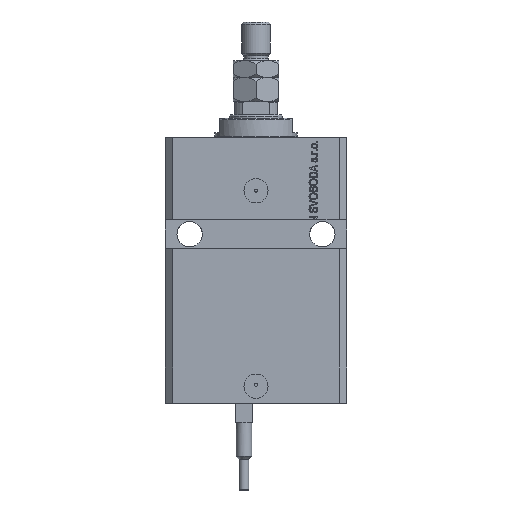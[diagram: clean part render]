
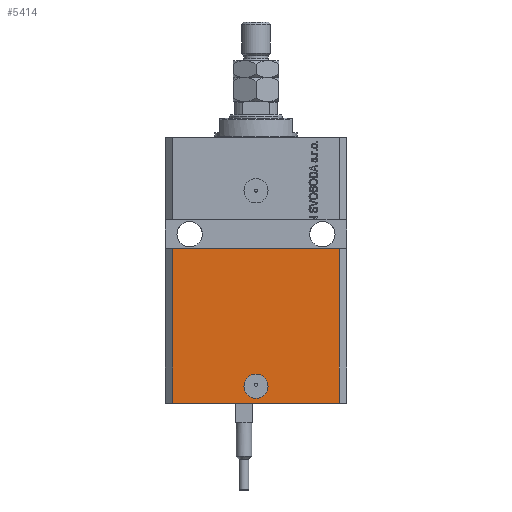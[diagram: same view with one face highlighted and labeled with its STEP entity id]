
A CAD part, front view. The second image highlights one B-rep face of the part: STEP entity #5414.
In plain terms, the highlighted planar face has unit normal (0, -1, 0).
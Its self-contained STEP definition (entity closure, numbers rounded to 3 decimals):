
#513 = DIRECTION ( 'NONE',  ( 1., 0., 0. ) ) ;
#1382 = VECTOR ( 'NONE', #39857, 1000. ) ;
#3385 = CIRCLE ( 'NONE', #31987, 5. ) ;
#4141 = CARTESIAN_POINT ( 'NONE',  ( -34.5, -27.5, -110. ) ) ;
#4231 = DIRECTION ( 'NONE',  ( 0., 0., -1. ) ) ;
#5414 = ADVANCED_FACE ( 'NONE', ( #34554, #16149 ), #19879, .T. ) ;
#5594 = CIRCLE ( 'NONE', #7159, 5. ) ;
#6171 = ORIENTED_EDGE ( 'NONE', *, *, #24325, .F. ) ;
#6232 = VECTOR ( 'NONE', #513, 1000. ) ;
#6928 = CARTESIAN_POINT ( 'NONE',  ( 34.5, -27.5, -46. ) ) ;
#7159 = AXIS2_PLACEMENT_3D ( 'NONE', #23330, #27306, #31031 ) ;
#7453 = AXIS2_PLACEMENT_3D ( 'NONE', #30583, #31322, #4231 ) ;
#9242 = DIRECTION ( 'NONE',  ( 0., 0., 1. ) ) ;
#10754 = EDGE_LOOP ( 'NONE', ( #41877, #6171, #30457, #18081 ) ) ;
#11535 = DIRECTION ( 'NONE',  ( 0., -1., 0. ) ) ;
#11933 = VERTEX_POINT ( 'NONE', #6928 ) ;
#12336 = CARTESIAN_POINT ( 'NONE',  ( -34.5, -27.5, -46. ) ) ;
#13310 = VERTEX_POINT ( 'NONE', #26755 ) ;
#13997 = LINE ( 'NONE', #28422, #1382 ) ;
#15104 = EDGE_CURVE ( 'NONE', #13310, #11933, #13997, .T. ) ;
#16149 = FACE_OUTER_BOUND ( 'NONE', #10754, .T. ) ;
#16980 = VERTEX_POINT ( 'NONE', #12336 ) ;
#18081 = ORIENTED_EDGE ( 'NONE', *, *, #15104, .T. ) ;
#19045 = VECTOR ( 'NONE', #9242, 1000. ) ;
#19879 = PLANE ( 'NONE',  #7453 ) ;
#20790 = ORIENTED_EDGE ( 'NONE', *, *, #33921, .F. ) ;
#20925 = EDGE_CURVE ( 'NONE', #16980, #11933, #44902, .T. ) ;
#21349 = EDGE_CURVE ( 'NONE', #32262, #13310, #31096, .T. ) ;
#23330 = CARTESIAN_POINT ( 'NONE',  ( 0., -27.5, -103. ) ) ;
#23614 = VERTEX_POINT ( 'NONE', #26059 ) ;
#24325 = EDGE_CURVE ( 'NONE', #32262, #16980, #24416, .T. ) ;
#24416 = LINE ( 'NONE', #39571, #19045 ) ;
#25069 = ORIENTED_EDGE ( 'NONE', *, *, #45764, .F. ) ;
#25295 = VECTOR ( 'NONE', #29986, 1000. ) ;
#25516 = CARTESIAN_POINT ( 'NONE',  ( -37.5, -27.5, -46. ) ) ;
#25623 = VERTEX_POINT ( 'NONE', #43665 ) ;
#26059 = CARTESIAN_POINT ( 'NONE',  ( -5., -27.5, -103. ) ) ;
#26755 = CARTESIAN_POINT ( 'NONE',  ( 34.5, -27.5, -110. ) ) ;
#27306 = DIRECTION ( 'NONE',  ( 0., -1., 0. ) ) ;
#28422 = CARTESIAN_POINT ( 'NONE',  ( 34.5, -27.5, -110. ) ) ;
#29986 = DIRECTION ( 'NONE',  ( 1., 0., 0. ) ) ;
#30457 = ORIENTED_EDGE ( 'NONE', *, *, #21349, .T. ) ;
#30583 = CARTESIAN_POINT ( 'NONE',  ( -34.5, -27.5, -110. ) ) ;
#30914 = CARTESIAN_POINT ( 'NONE',  ( 0., -27.5, -103. ) ) ;
#31031 = DIRECTION ( 'NONE',  ( 1., 0., 0. ) ) ;
#31096 = LINE ( 'NONE', #35066, #6232 ) ;
#31322 = DIRECTION ( 'NONE',  ( 0., -1., 0. ) ) ;
#31987 = AXIS2_PLACEMENT_3D ( 'NONE', #30914, #11535, #46086 ) ;
#32262 = VERTEX_POINT ( 'NONE', #4141 ) ;
#33921 = EDGE_CURVE ( 'NONE', #23614, #25623, #3385, .T. ) ;
#34554 = FACE_BOUND ( 'NONE', #46538, .T. ) ;
#35066 = CARTESIAN_POINT ( 'NONE',  ( -34.5, -27.5, -110. ) ) ;
#39571 = CARTESIAN_POINT ( 'NONE',  ( -34.5, -27.5, -110. ) ) ;
#39857 = DIRECTION ( 'NONE',  ( 0., 0., 1. ) ) ;
#41877 = ORIENTED_EDGE ( 'NONE', *, *, #20925, .F. ) ;
#43665 = CARTESIAN_POINT ( 'NONE',  ( 5., -27.5, -103. ) ) ;
#44902 = LINE ( 'NONE', #25516, #25295 ) ;
#45764 = EDGE_CURVE ( 'NONE', #25623, #23614, #5594, .T. ) ;
#46086 = DIRECTION ( 'NONE',  ( 1., 0., 0. ) ) ;
#46538 = EDGE_LOOP ( 'NONE', ( #25069, #20790 ) ) ;
